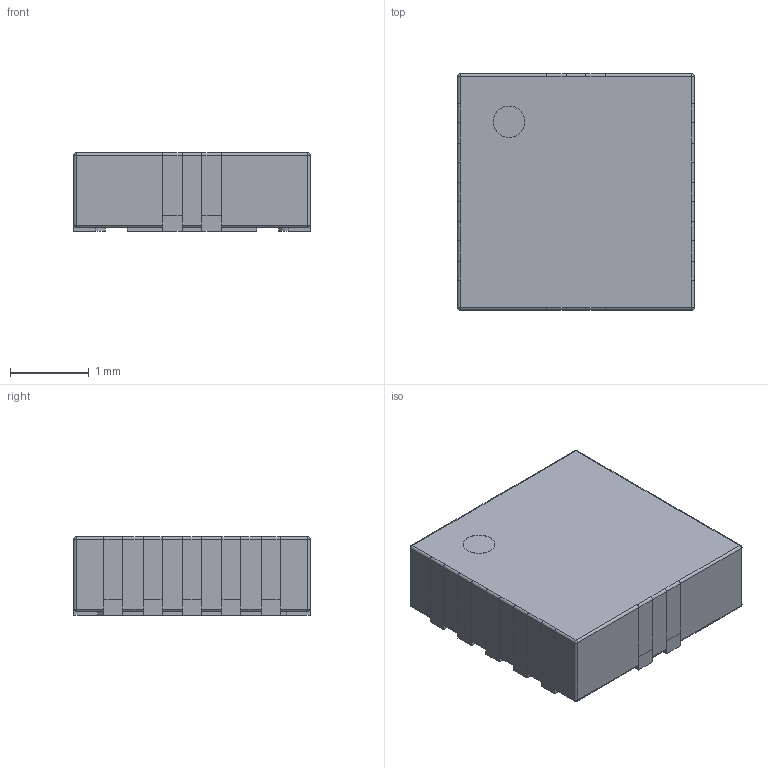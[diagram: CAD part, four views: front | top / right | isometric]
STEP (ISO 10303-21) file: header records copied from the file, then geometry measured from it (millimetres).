
FILE_DESCRIPTION(/* description */ (''),/* implementation_level */ '2;1');
FILE_NAME(/* name */ 'TI - VFDFN-10 - DRC.step',/* time_stamp */ '2020-07-27T22:13:22+01:00',/* author */ (''),/* organization */ (''),/* preprocessor_version */ 'ST-DEVELOPER v18.1',/* originating_system */ 'Autodesk Translation Framework v9.3.0.1241',/* authorisation */ '');
FILE_SCHEMA (('AUTOMOTIVE_DESIGN { 1 0 10303 214 3 1 1 }'));
Length unit declared in the file: millimetre
Products named in the file (1): TI - VFDFN-10 - DRC
Bounding box: 3 x 3 x 1 mm (x, y, z)
Volume: 8.8 mm3; surface area: 30.2 mm2
Topology: 1 solids, 1 shells, 173 faces, 430 edges, 260 vertices
Faces by surface type: plane 100, cylinder 65, sphere 8
Full cylindrical faces by diameter (mm): 0.4 x1
Entity records: 5153 total; most frequent: DIRECTION 880, CARTESIAN_POINT 864, ORIENTED_EDGE 860, EDGE_CURVE 430, LINE 328, VECTOR 328, AXIS2_PLACEMENT_3D 276, VERTEX_POINT 260
